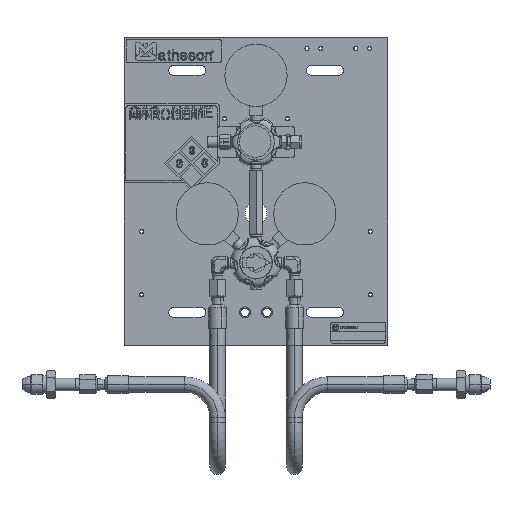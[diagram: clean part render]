
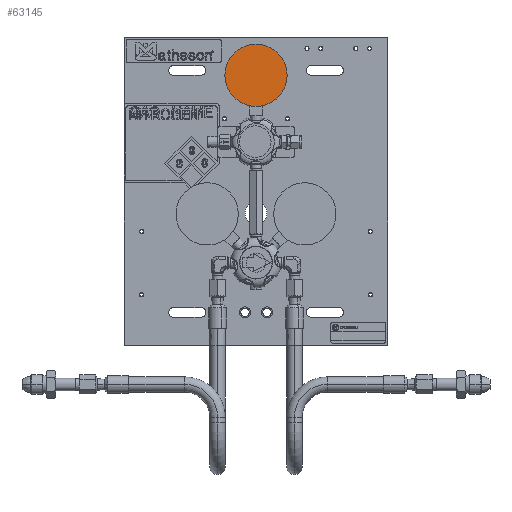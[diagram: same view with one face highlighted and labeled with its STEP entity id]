
A CAD part, top view. The second image highlights one B-rep face of the part: STEP entity #63145.
In plain terms, the highlighted planar face has unit normal (0, 0, 1).
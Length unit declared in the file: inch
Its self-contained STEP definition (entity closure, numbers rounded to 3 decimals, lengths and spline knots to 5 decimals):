
#62892=CARTESIAN_POINT('',(0.,0.,0.36));
#62893=DIRECTION('',(0.,0.,1.));
#62894=DIRECTION('',(-1.,0.,0.));
#62895=AXIS2_PLACEMENT_3D('',#62892,#62893,#62894);
#62897=CARTESIAN_POINT('',(0.,0.,0.36));
#62898=DIRECTION('',(0.,0.,1.));
#62899=DIRECTION('',(1.,0.,0.));
#62900=AXIS2_PLACEMENT_3D('',#62897,#62898,#62899);
#62935=CARTESIAN_POINT('',(1.415,0.,0.36));
#62937=VERTEX_POINT('',#62935);
#62939=CARTESIAN_POINT('',(-1.415,0.,0.36));
#62941=VERTEX_POINT('',#62939);
#63135=CARTESIAN_POINT('',(0.,0.,0.36));
#63136=DIRECTION('',(0.,0.,-1.));
#63137=DIRECTION('',(-1.,0.,0.));
#63138=AXIS2_PLACEMENT_3D('',#63135,#63136,#63137);
#63139=PLANE('',#63138);
#63141=ORIENTED_EDGE('',*,*,#63140,.F.);
#63142=ORIENTED_EDGE('',*,*,#63125,.F.);
#63143=EDGE_LOOP('',(#63141,#63142));
#63144=FACE_OUTER_BOUND('',#63143,.F.);
#63145=ADVANCED_FACE('',(#63144),#63139,.F.);
#62896=CIRCLE('',#62895,1.415);
#62901=CIRCLE('',#62900,1.415);
#63125=EDGE_CURVE('',#62937,#62941,#62901,.T.);
#63140=EDGE_CURVE('',#62941,#62937,#62896,.T.);
